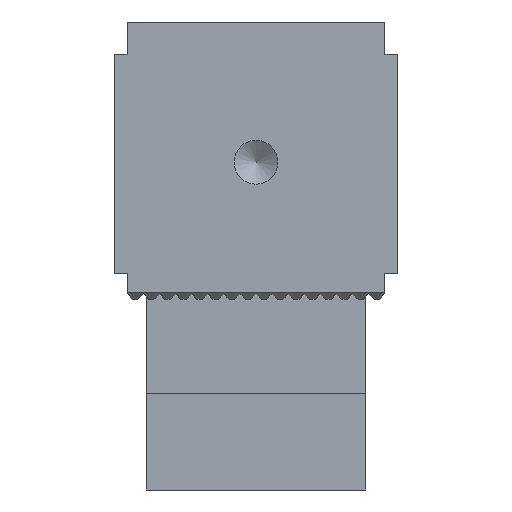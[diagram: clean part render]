
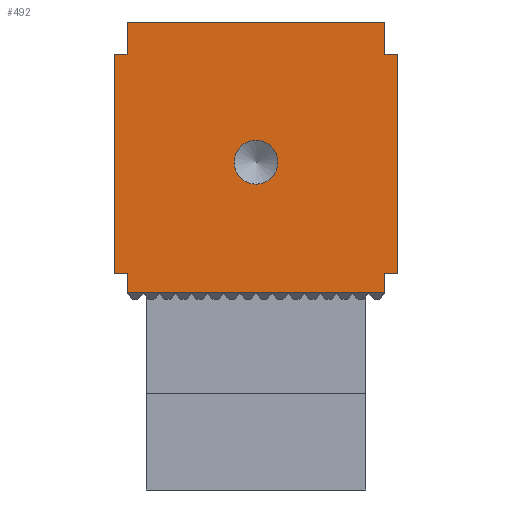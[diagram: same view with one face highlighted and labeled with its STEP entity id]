
A CAD part, left-side view. The second image highlights one B-rep face of the part: STEP entity #492.
In plain terms, the highlighted face is planar.
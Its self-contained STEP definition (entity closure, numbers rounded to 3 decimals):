
#492 = ADVANCED_FACE( '', ( #1027, #1028 ), #1029, .F. );
#1027 = FACE_BOUND( '', #1589, .T. );
#1028 = FACE_OUTER_BOUND( '', #1590, .T. );
#1029 = PLANE( '', #1591 );
#1589 = EDGE_LOOP( '', ( #2926 ) );
#1590 = EDGE_LOOP( '', ( #2927, #2928, #2929, #2930, #2931, #2932, #2933, #2934, #2935, #2936, #2937, #2938 ) );
#1591 = AXIS2_PLACEMENT_3D( '', #2939, #2940, #2941 );
#2926 = ORIENTED_EDGE( '', *, *, #3852, .T. );
#2927 = ORIENTED_EDGE( '', *, *, #3660, .F. );
#2928 = ORIENTED_EDGE( '', *, *, #3655, .T. );
#2929 = ORIENTED_EDGE( '', *, *, #3721, .F. );
#2930 = ORIENTED_EDGE( '', *, *, #3495, .F. );
#2931 = ORIENTED_EDGE( '', *, *, #3790, .T. );
#2932 = ORIENTED_EDGE( '', *, *, #3594, .F. );
#2933 = ORIENTED_EDGE( '', *, *, #3719, .F. );
#2934 = ORIENTED_EDGE( '', *, *, #3878, .F. );
#2935 = ORIENTED_EDGE( '', *, *, #3879, .F. );
#2936 = ORIENTED_EDGE( '', *, *, #3536, .F. );
#2937 = ORIENTED_EDGE( '', *, *, #3706, .F. );
#2938 = ORIENTED_EDGE( '', *, *, #3500, .F. );
#2939 = CARTESIAN_POINT( '', ( 50., -22., 43. ) );
#2940 = DIRECTION( '', ( -1., 0., 0. ) );
#2941 = DIRECTION( '', ( 0., 0., 1. ) );
#3495 = EDGE_CURVE( '', #4256, #4258, #4259, .T. );
#3500 = EDGE_CURVE( '', #4264, #4266, #4267, .T. );
#3536 = EDGE_CURVE( '', #4324, #4326, #4327, .T. );
#3594 = EDGE_CURVE( '', #4423, #4417, #4425, .T. );
#3655 = EDGE_CURVE( '', #4512, #4514, #4516, .T. );
#3660 = EDGE_CURVE( '', #4512, #4264, #4522, .T. );
#3706 = EDGE_CURVE( '', #4266, #4324, #4584, .T. );
#3719 = EDGE_CURVE( '', #4599, #4423, #4601, .T. );
#3721 = EDGE_CURVE( '', #4258, #4514, #4603, .T. );
#3790 = EDGE_CURVE( '', #4256, #4417, #4693, .T. );
#3852 = EDGE_CURVE( '', #4778, #4778, #4779, .T. );
#3878 = EDGE_CURVE( '', #4807, #4599, #4808, .T. );
#3879 = EDGE_CURVE( '', #4326, #4807, #4809, .T. );
#4256 = VERTEX_POINT( '', #5326 );
#4258 = VERTEX_POINT( '', #5329 );
#4259 = LINE( '', #5330, #5331 );
#4264 = VERTEX_POINT( '', #5338 );
#4266 = VERTEX_POINT( '', #5341 );
#4267 = LINE( '', #5342, #5343 );
#4324 = VERTEX_POINT( '', #5423 );
#4326 = VERTEX_POINT( '', #5426 );
#4327 = LINE( '', #5427, #5428 );
#4417 = VERTEX_POINT( '', #5558 );
#4423 = VERTEX_POINT( '', #5567 );
#4425 = LINE( '', #5570, #5571 );
#4512 = VERTEX_POINT( '', #5689 );
#4514 = VERTEX_POINT( '', #5692 );
#4516 = LINE( '', #5695, #5696 );
#4522 = LINE( '', #5704, #5705 );
#4584 = LINE( '', #5795, #5796 );
#4599 = VERTEX_POINT( '', #5818 );
#4601 = LINE( '', #5821, #5822 );
#4603 = LINE( '', #5825, #5826 );
#4693 = LINE( '', #5965, #5966 );
#4778 = VERTEX_POINT( '', #6096 );
#4779 = CIRCLE( '', #6097, 3.4 );
#4807 = VERTEX_POINT( '', #6135 );
#4808 = LINE( '', #6136, #6137 );
#4809 = LINE( '', #6138, #6139 );
#5326 = CARTESIAN_POINT( '', ( 50., -20., 1. ) );
#5329 = CARTESIAN_POINT( '', ( 50., -20., 4. ) );
#5330 = CARTESIAN_POINT( '', ( 50., -20., 0. ) );
#5331 = VECTOR( '', #6412, 1000. );
#5338 = CARTESIAN_POINT( '', ( 50., -20., 38. ) );
#5341 = CARTESIAN_POINT( '', ( 50., -20., 43. ) );
#5342 = CARTESIAN_POINT( '', ( 50., -20., 38. ) );
#5343 = VECTOR( '', #6416, 1000. );
#5423 = CARTESIAN_POINT( '', ( 50., 20., 43. ) );
#5426 = CARTESIAN_POINT( '', ( 50., 20., 38. ) );
#5427 = CARTESIAN_POINT( '', ( 50., 20., 43. ) );
#5428 = VECTOR( '', #6447, 1000. );
#5558 = CARTESIAN_POINT( '', ( 50., 20., 1. ) );
#5567 = CARTESIAN_POINT( '', ( 50., 20., 4. ) );
#5570 = CARTESIAN_POINT( '', ( 50., 20., 4. ) );
#5571 = VECTOR( '', #6498, 1000. );
#5689 = CARTESIAN_POINT( '', ( 50., -22., 38. ) );
#5692 = CARTESIAN_POINT( '', ( 50., -22., 4. ) );
#5695 = CARTESIAN_POINT( '', ( 50., -22., 43. ) );
#5696 = VECTOR( '', #6559, 1000. );
#5704 = CARTESIAN_POINT( '', ( 50., -22., 38. ) );
#5705 = VECTOR( '', #6562, 1000. );
#5795 = CARTESIAN_POINT( '', ( 50., -22., 43. ) );
#5796 = VECTOR( '', #6597, 1000. );
#5818 = CARTESIAN_POINT( '', ( 50., 22., 4. ) );
#5821 = CARTESIAN_POINT( '', ( 50., 22., 4. ) );
#5822 = VECTOR( '', #6609, 1000. );
#5825 = CARTESIAN_POINT( '', ( 50., -20., 4. ) );
#5826 = VECTOR( '', #6611, 1000. );
#5965 = CARTESIAN_POINT( '', ( 50., -22., 1. ) );
#5966 = VECTOR( '', #6667, 1000. );
#6096 = CARTESIAN_POINT( '', ( 50., 0., 17.85 ) );
#6097 = AXIS2_PLACEMENT_3D( '', #6716, #6717, #6718 );
#6135 = CARTESIAN_POINT( '', ( 50., 22., 38. ) );
#6136 = CARTESIAN_POINT( '', ( 50., 22., 43. ) );
#6137 = VECTOR( '', #6732, 1000. );
#6138 = CARTESIAN_POINT( '', ( 50., 20., 38. ) );
#6139 = VECTOR( '', #6733, 1000. );
#6412 = DIRECTION( '', ( 0., 0., 1. ) );
#6416 = DIRECTION( '', ( 0., 0., 1. ) );
#6447 = DIRECTION( '', ( 0., 0., -1. ) );
#6498 = DIRECTION( '', ( 0., 0., -1. ) );
#6559 = DIRECTION( '', ( 0., 0., -1. ) );
#6562 = DIRECTION( '', ( 0., 1., 0. ) );
#6597 = DIRECTION( '', ( 0., 1., 0. ) );
#6609 = DIRECTION( '', ( 0., -1., 0. ) );
#6611 = DIRECTION( '', ( 0., -1., 0. ) );
#6667 = DIRECTION( '', ( 0., 1., 0. ) );
#6716 = CARTESIAN_POINT( '', ( 50., 0., 21.25 ) );
#6717 = DIRECTION( '', ( -1., 0., 0. ) );
#6718 = DIRECTION( '', ( 0., 0., -1. ) );
#6732 = DIRECTION( '', ( 0., 0., -1. ) );
#6733 = DIRECTION( '', ( 0., 1., 0. ) );
